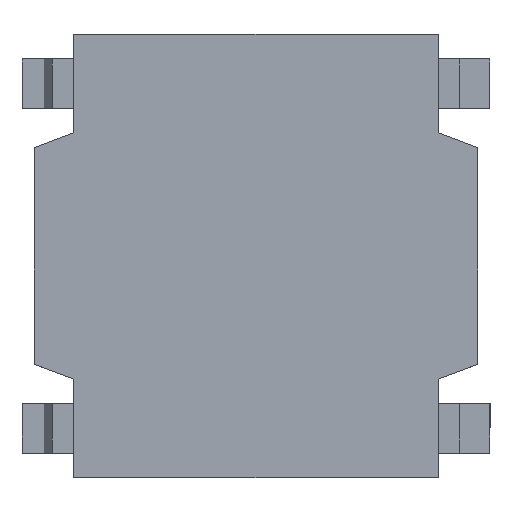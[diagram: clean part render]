
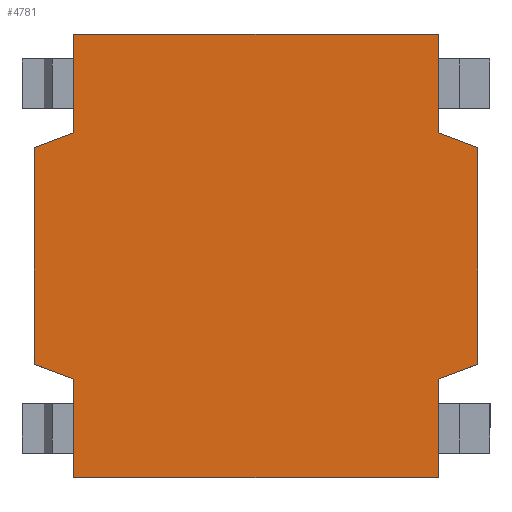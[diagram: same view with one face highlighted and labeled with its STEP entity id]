
A CAD part, top view. The second image highlights one B-rep face of the part: STEP entity #4781.
In plain terms, the highlighted planar face has unit normal (0, 0, 1).
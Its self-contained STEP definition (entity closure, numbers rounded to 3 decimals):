
#4395=CARTESIAN_POINT('',(1.85,-2.25,0.05));
#4396=VERTEX_POINT('',#4395);
#4397=CARTESIAN_POINT('',(-1.85,-2.25,0.05));
#4398=VERTEX_POINT('',#4397);
#4399=CARTESIAN_POINT('',(1.85,-2.25,0.05));
#4400=DIRECTION('',(-1.0,0.0,0.0));
#4401=VECTOR('',#4400,3.7);
#4402=LINE('',#4399,#4401);
#4403=EDGE_CURVE('',#4396,#4398,#4402,.T.);
#4435=CARTESIAN_POINT('',(-1.85,-1.25,0.05));
#4436=VERTEX_POINT('',#4435);
#4437=CARTESIAN_POINT('',(-1.85,-2.25,0.05));
#4438=DIRECTION('',(0.0,1.0,0.0));
#4439=VECTOR('',#4438,1.);
#4440=LINE('',#4437,#4439);
#4441=EDGE_CURVE('',#4398,#4436,#4440,.T.);
#4466=CARTESIAN_POINT('',(-2.25,-1.1,0.05));
#4467=VERTEX_POINT('',#4466);
#4468=CARTESIAN_POINT('',(-1.85,-1.25,0.05));
#4469=DIRECTION('',(-0.936,0.351,0.0));
#4470=VECTOR('',#4469,0.427);
#4471=LINE('',#4468,#4470);
#4472=EDGE_CURVE('',#4436,#4467,#4471,.T.);
#4497=CARTESIAN_POINT('',(-2.25,1.1,0.05));
#4498=VERTEX_POINT('',#4497);
#4499=CARTESIAN_POINT('',(-2.25,-1.1,0.05));
#4500=DIRECTION('',(0.0,1.0,0.0));
#4501=VECTOR('',#4500,2.2);
#4502=LINE('',#4499,#4501);
#4503=EDGE_CURVE('',#4467,#4498,#4502,.T.);
#4528=CARTESIAN_POINT('',(-1.85,1.25,0.05));
#4529=VERTEX_POINT('',#4528);
#4530=CARTESIAN_POINT('',(-2.25,1.1,0.05));
#4531=DIRECTION('',(0.936,0.351,0.0));
#4532=VECTOR('',#4531,0.427);
#4533=LINE('',#4530,#4532);
#4534=EDGE_CURVE('',#4498,#4529,#4533,.T.);
#4559=CARTESIAN_POINT('',(-1.85,2.25,0.05));
#4560=VERTEX_POINT('',#4559);
#4561=CARTESIAN_POINT('',(-1.85,1.25,0.05));
#4562=DIRECTION('',(0.0,1.0,0.0));
#4563=VECTOR('',#4562,1.);
#4564=LINE('',#4561,#4563);
#4565=EDGE_CURVE('',#4529,#4560,#4564,.T.);
#4590=CARTESIAN_POINT('',(1.85,2.25,0.05));
#4591=VERTEX_POINT('',#4590);
#4592=CARTESIAN_POINT('',(-1.85,2.25,0.05));
#4593=DIRECTION('',(1.0,0.0,0.0));
#4594=VECTOR('',#4593,3.7);
#4595=LINE('',#4592,#4594);
#4596=EDGE_CURVE('',#4560,#4591,#4595,.T.);
#4621=CARTESIAN_POINT('',(1.85,1.25,0.05));
#4622=VERTEX_POINT('',#4621);
#4623=CARTESIAN_POINT('',(1.85,2.25,0.05));
#4624=DIRECTION('',(0.0,-1.0,0.0));
#4625=VECTOR('',#4624,1.);
#4626=LINE('',#4623,#4625);
#4627=EDGE_CURVE('',#4591,#4622,#4626,.T.);
#4652=CARTESIAN_POINT('',(2.25,1.1,0.05));
#4653=VERTEX_POINT('',#4652);
#4654=CARTESIAN_POINT('',(1.85,1.25,0.05));
#4655=DIRECTION('',(0.936,-0.351,0.0));
#4656=VECTOR('',#4655,0.427);
#4657=LINE('',#4654,#4656);
#4658=EDGE_CURVE('',#4622,#4653,#4657,.T.);
#4683=CARTESIAN_POINT('',(2.25,-1.1,0.05));
#4684=VERTEX_POINT('',#4683);
#4685=CARTESIAN_POINT('',(2.25,1.1,0.05));
#4686=DIRECTION('',(0.0,-1.0,0.0));
#4687=VECTOR('',#4686,2.2);
#4688=LINE('',#4685,#4687);
#4689=EDGE_CURVE('',#4653,#4684,#4688,.T.);
#4714=CARTESIAN_POINT('',(1.85,-1.25,0.05));
#4715=VERTEX_POINT('',#4714);
#4716=CARTESIAN_POINT('',(2.25,-1.1,0.05));
#4717=DIRECTION('',(-0.936,-0.351,0.0));
#4718=VECTOR('',#4717,0.427);
#4719=LINE('',#4716,#4718);
#4720=EDGE_CURVE('',#4684,#4715,#4719,.T.);
#4745=CARTESIAN_POINT('',(1.85,-1.25,0.05));
#4746=DIRECTION('',(0.0,-1.0,0.0));
#4747=VECTOR('',#4746,1.);
#4748=LINE('',#4745,#4747);
#4749=EDGE_CURVE('',#4715,#4396,#4748,.T.);
#4762=CARTESIAN_POINT('',(0.,0.0,0.05));
#4763=DIRECTION('',(0.0,0.0,1.0));
#4764=DIRECTION('',(1.0,0.0,0.0));
#4765=AXIS2_PLACEMENT_3D('',#4762,#4763,#4764);
#4766=PLANE('',#4765);
#4767=ORIENTED_EDGE('',*,*,#4403,.F.);
#4768=ORIENTED_EDGE('',*,*,#4749,.F.);
#4769=ORIENTED_EDGE('',*,*,#4720,.F.);
#4770=ORIENTED_EDGE('',*,*,#4689,.F.);
#4771=ORIENTED_EDGE('',*,*,#4658,.F.);
#4772=ORIENTED_EDGE('',*,*,#4627,.F.);
#4773=ORIENTED_EDGE('',*,*,#4596,.F.);
#4774=ORIENTED_EDGE('',*,*,#4565,.F.);
#4775=ORIENTED_EDGE('',*,*,#4534,.F.);
#4776=ORIENTED_EDGE('',*,*,#4503,.F.);
#4777=ORIENTED_EDGE('',*,*,#4472,.F.);
#4778=ORIENTED_EDGE('',*,*,#4441,.F.);
#4779=EDGE_LOOP('',(#4767,#4768,#4769,#4770,#4771,#4772,#4773,#4774,#4775,#4776,#4777,#4778));
#4780=FACE_OUTER_BOUND('',#4779,.T.);
#4781=ADVANCED_FACE('',(#4780),#4766,.T.);
